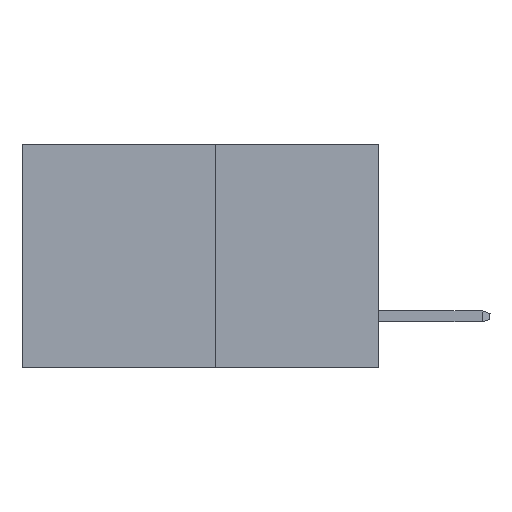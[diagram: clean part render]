
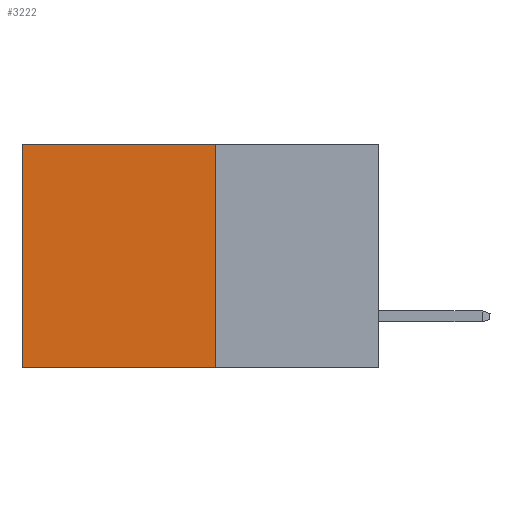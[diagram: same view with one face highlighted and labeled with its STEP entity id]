
A CAD part, left-side view. The second image highlights one B-rep face of the part: STEP entity #3222.
In plain terms, the highlighted planar face has unit normal (-1, 0, 0).
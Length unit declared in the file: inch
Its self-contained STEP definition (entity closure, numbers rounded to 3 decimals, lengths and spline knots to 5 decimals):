
#2040 = CARTESIAN_POINT ( 'NONE',  ( 0.277, 0.27, -0.37 ) ) ;
#2405 = DIRECTION ( 'NONE',  ( 0., 0., -1. ) ) ;
#2453 = DIRECTION ( 'NONE',  ( 1., 0., 0. ) ) ;
#2509 = PLANE ( 'NONE',  #23688 ) ;
#2536 = CARTESIAN_POINT ( 'NONE',  ( 0.277, 0.27, -0.37 ) ) ;
#2647 = VERTEX_POINT ( 'NONE', #10374 ) ;
#3222 = ADVANCED_FACE ( 'NONE', ( #7197 ), #2509, .F. ) ;
#4162 = VECTOR ( 'NONE', #21745, 39.37008 ) ;
#4275 = VECTOR ( 'NONE', #9454, 39.37008 ) ;
#4850 = LINE ( 'NONE', #2040, #4275 ) ;
#5008 = ORIENTED_EDGE ( 'NONE', *, *, #5712, .T. ) ;
#5263 = CARTESIAN_POINT ( 'NONE',  ( 0.277, 0.59, 0. ) ) ;
#5712 = EDGE_CURVE ( 'NONE', #6056, #2647, #17868, .T. ) ;
#5906 = CARTESIAN_POINT ( 'NONE',  ( 0.277, 0.27, 0. ) ) ;
#6056 = VERTEX_POINT ( 'NONE', #5263 ) ;
#7197 = FACE_OUTER_BOUND ( 'NONE', #22537, .T. ) ;
#7629 = VERTEX_POINT ( 'NONE', #20958 ) ;
#8837 = VERTEX_POINT ( 'NONE', #5906 ) ;
#9095 = LINE ( 'NONE', #19922, #4162 ) ;
#9454 = DIRECTION ( 'NONE',  ( 0., 1., 0. ) ) ;
#9912 = CARTESIAN_POINT ( 'NONE',  ( 0.277, 0.59, -0.37 ) ) ;
#10374 = CARTESIAN_POINT ( 'NONE',  ( 0.277, 0.59, -0.37 ) ) ;
#10613 = ORIENTED_EDGE ( 'NONE', *, *, #13429, .F. ) ;
#11807 = DIRECTION ( 'NONE',  ( 0., 0., -1. ) ) ;
#12988 = VECTOR ( 'NONE', #11807, 39.37008 ) ;
#13429 = EDGE_CURVE ( 'NONE', #8837, #7629, #23879, .T. ) ;
#14877 = ORIENTED_EDGE ( 'NONE', *, *, #22980, .F. ) ;
#17868 = LINE ( 'NONE', #9912, #12988 ) ;
#19922 = CARTESIAN_POINT ( 'NONE',  ( 0.277, 0.27, 0. ) ) ;
#20932 = EDGE_CURVE ( 'NONE', #8837, #6056, #9095, .T. ) ;
#20958 = CARTESIAN_POINT ( 'NONE',  ( 0.277, 0.27, -0.37 ) ) ;
#21745 = DIRECTION ( 'NONE',  ( 0., 1., 0. ) ) ;
#21902 = CARTESIAN_POINT ( 'NONE',  ( 0.277, 0.27, -0.37 ) ) ;
#22537 = EDGE_LOOP ( 'NONE', ( #5008, #14877, #10613, #22766 ) ) ;
#22766 = ORIENTED_EDGE ( 'NONE', *, *, #20932, .T. ) ;
#22980 = EDGE_CURVE ( 'NONE', #7629, #2647, #4850, .T. ) ;
#23295 = VECTOR ( 'NONE', #23720, 39.37008 ) ;
#23688 = AXIS2_PLACEMENT_3D ( 'NONE', #2536, #2453, #2405 ) ;
#23720 = DIRECTION ( 'NONE',  ( 0., 0., -1. ) ) ;
#23879 = LINE ( 'NONE', #21902, #23295 ) ;
